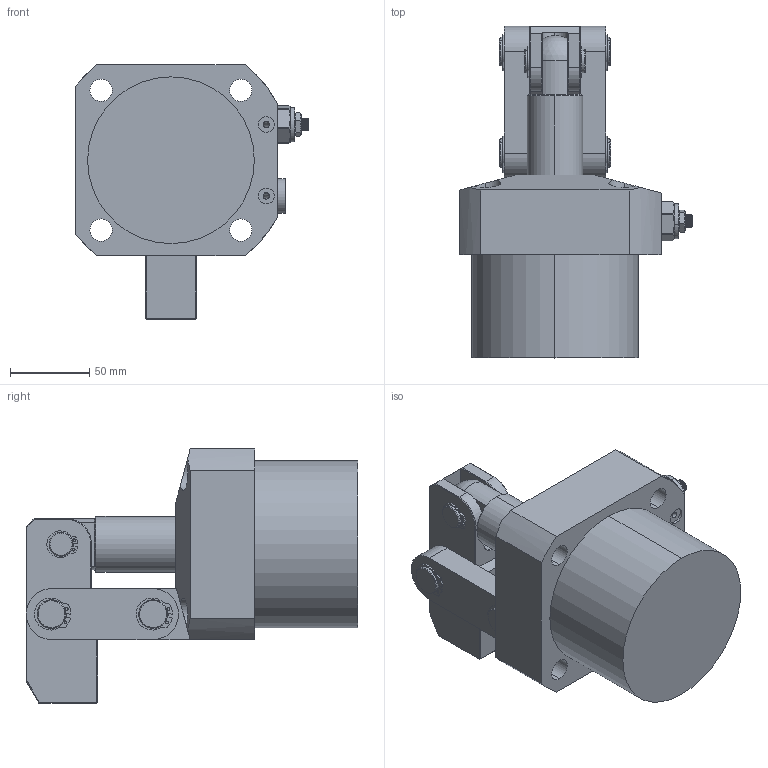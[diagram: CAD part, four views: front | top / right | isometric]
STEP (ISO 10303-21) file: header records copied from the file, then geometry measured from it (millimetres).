
FILE_DESCRIPTION (( 'STEP AP203' ), '1' );
FILE_NAME ('CLKA-105CR杠杆油压缸三维图.STEP', '2019-04-18T03:20:53', ( 'User' ), ( 'china' ), 'SwSTEP 2.0', 'SolidWorks 2018', '' );
FILE_SCHEMA (( 'CONFIG_CONTROL_DESIGN' ));
Length unit declared in the file: millimetre
Products named in the file (11): 囀鞠褒黑芛郔陔03-811_1; CZL30覃厒概02_1; 105GR掛极; 揤旋_1; CLKA-105CR杠杆油压缸三维图; 蟀裝_1; 結15_1; 結18_1; 傻粣_1; 105活塞杆_1; 酗粣_1
Assembly tree (16 placements, depth 2):
  CLKA-105CR杠杆油压缸三维图
    105活塞杆_1
    揤旋_1
    蟀裝_1  x2
    結15_1  x2
    結18_1  x4
    傻粣_1
    酗粣_1  x2
    囀鞠褒黑芛郔陔03-811_1
    CZL30覃厒概02_1
    105GR掛极
Bounding box: 146.5 x 209 x 160 mm (x, y, z)
Volume: 1082855.2 mm3; surface area: 201337.6 mm2
Topology: 14 solids, 19 shells, 494 faces, 1247 edges, 810 vertices
Faces by surface type: cylinder 238, plane 178, cone 69, bspline 7, sphere 2
Entity records: 15080 total; most frequent: CARTESIAN_POINT 4951, DIRECTION 1893, ORIENTED_EDGE 1804, EDGE_CURVE 915, AXIS2_PLACEMENT_3D 723, VERTEX_POINT 591, VECTOR 447, LINE 447
